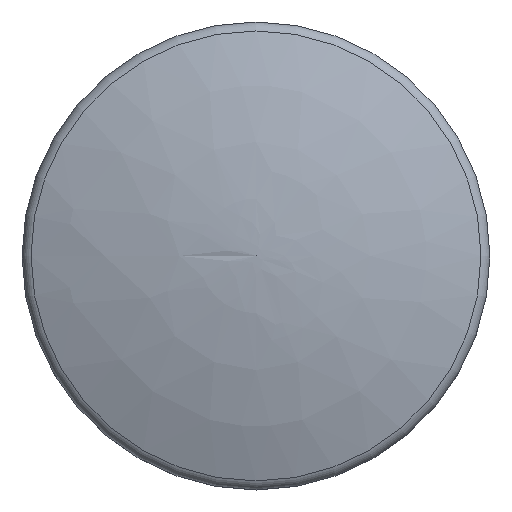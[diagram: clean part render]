
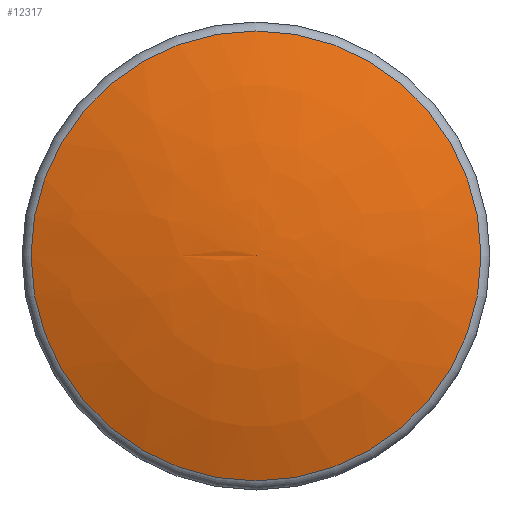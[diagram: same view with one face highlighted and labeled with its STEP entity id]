
A CAD part, top view. The second image highlights one B-rep face of the part: STEP entity #12317.
In plain terms, the highlighted free-form (B-spline) face has degree [2, 2] with [3, 9] control points.
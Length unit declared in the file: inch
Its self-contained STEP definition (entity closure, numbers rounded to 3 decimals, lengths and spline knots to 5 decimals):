
#15=(
BOUNDED_SURFACE()
B_SPLINE_SURFACE(2,2,((#19337,#19338,#19339,#19340,#19341,#19342,#19343,
#19344,#19345),(#19346,#19347,#19348,#19349,#19350,#19351,#19352,#19353,
#19354),(#19355,#19356,#19357,#19358,#19359,#19360,#19361,#19362,#19363)),
 .UNSPECIFIED.,.F.,.T.,.F.)
B_SPLINE_SURFACE_WITH_KNOTS((3,3),(3,2,2,2,3),(-1.56066,-1.22184),
(-3.14159,-1.5708,0.,1.5708,3.14159),
 .UNSPECIFIED.)
GEOMETRIC_REPRESENTATION_ITEM()
RATIONAL_B_SPLINE_SURFACE(((1.,0.707,1.,0.707,1.,
0.707,1.,0.707,1.),(0.986,0.697,
0.986,0.697,0.986,0.697,
0.986,0.697,0.986),(1.,0.707,
1.,0.707,1.,0.707,1.,0.707,1.)))
REPRESENTATION_ITEM('')
SURFACE()
);
#3665=FACE_OUTER_BOUND('',#4329,.T.);
#4329=EDGE_LOOP('',(#9781,#9782,#9783));
#5001=CIRCLE('',#13148,0.4543);
#5002=CIRCLE('',#13149,1.36928);
#5712=VERTEX_POINT('',#19334);
#5713=VERTEX_POINT('',#19364);
#7195=EDGE_CURVE('',#5712,#5712,#5001,.T.);
#7196=EDGE_CURVE('',#5712,#5713,#5002,.T.);
#9781=ORIENTED_EDGE('',*,*,#7195,.F.);
#9782=ORIENTED_EDGE('',*,*,#7196,.T.);
#9783=ORIENTED_EDGE('',*,*,#7196,.F.);
#12317=ADVANCED_FACE('',(#3665),#15,.F.);
#13148=AXIS2_PLACEMENT_3D('',#19336,#15141,#15142);
#13149=AXIS2_PLACEMENT_3D('',#19365,#15143,#15144);
#15141=DIRECTION('center_axis',(0.,0.,
-1.));
#15142=DIRECTION('ref_axis',(0.,1.,0.));
#15143=DIRECTION('center_axis',(0.,1.,0.));
#15144=DIRECTION('ref_axis',(-1.,0.,0.));
#19334=CARTESIAN_POINT('',(-0.4543,0.,1.15478));
#19336=CARTESIAN_POINT('Origin',(0.,0.,
1.15478));
#19337=CARTESIAN_POINT('Ctrl Pts',(0.,0.,
1.23723));
#19338=CARTESIAN_POINT('Ctrl Pts',(0.,0.,
1.23723));
#19339=CARTESIAN_POINT('Ctrl Pts',(0.,0.,
1.23723));
#19340=CARTESIAN_POINT('Ctrl Pts',(0.,0.,
1.23723));
#19341=CARTESIAN_POINT('Ctrl Pts',(0.,0.,
1.23723));
#19342=CARTESIAN_POINT('Ctrl Pts',(0.,0.,
1.23723));
#19343=CARTESIAN_POINT('Ctrl Pts',(0.,0.,
1.23723));
#19344=CARTESIAN_POINT('Ctrl Pts',(0.,0.,
1.23723));
#19345=CARTESIAN_POINT('Ctrl Pts',(0.,0.,
1.23723));
#19346=CARTESIAN_POINT('Ctrl Pts',(-0.2342,0.,
1.23486));
#19347=CARTESIAN_POINT('Ctrl Pts',(-0.2342,0.2342,
1.23486));
#19348=CARTESIAN_POINT('Ctrl Pts',(0.,0.2342,
1.23486));
#19349=CARTESIAN_POINT('Ctrl Pts',(0.2342,0.2342,
1.23486));
#19350=CARTESIAN_POINT('Ctrl Pts',(0.2342,0.,
1.23486));
#19351=CARTESIAN_POINT('Ctrl Pts',(0.2342,-0.2342,
1.23486));
#19352=CARTESIAN_POINT('Ctrl Pts',(0.,-0.2342,
1.23486));
#19353=CARTESIAN_POINT('Ctrl Pts',(-0.2342,-0.2342,
1.23486));
#19354=CARTESIAN_POINT('Ctrl Pts',(-0.2342,0.,
1.23486));
#19355=CARTESIAN_POINT('Ctrl Pts',(-0.4543,0.,
1.15478));
#19356=CARTESIAN_POINT('Ctrl Pts',(-0.4543,0.4543,
1.15478));
#19357=CARTESIAN_POINT('Ctrl Pts',(0.,0.4543,
1.15478));
#19358=CARTESIAN_POINT('Ctrl Pts',(0.4543,0.4543,
1.15478));
#19359=CARTESIAN_POINT('Ctrl Pts',(0.4543,0.,
1.15478));
#19360=CARTESIAN_POINT('Ctrl Pts',(0.4543,-0.4543,
1.15478));
#19361=CARTESIAN_POINT('Ctrl Pts',(0.,-0.4543,
1.15478));
#19362=CARTESIAN_POINT('Ctrl Pts',(-0.4543,-0.4543,
1.15478));
#19363=CARTESIAN_POINT('Ctrl Pts',(-0.4543,0.,
1.15478));
#19364=CARTESIAN_POINT('',(0.,0.,1.23723));
#19365=CARTESIAN_POINT('Origin',(0.01388,0.,
-0.13198));
